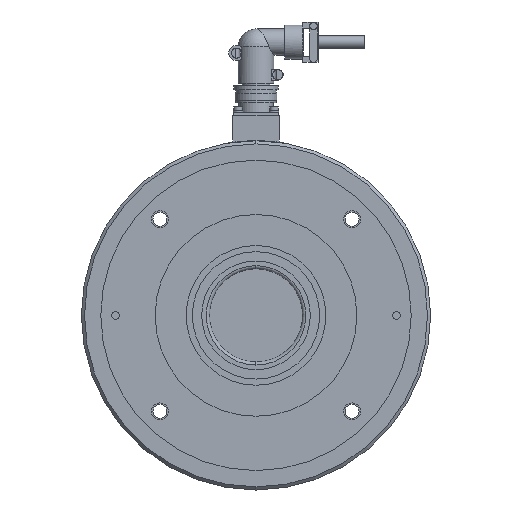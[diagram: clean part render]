
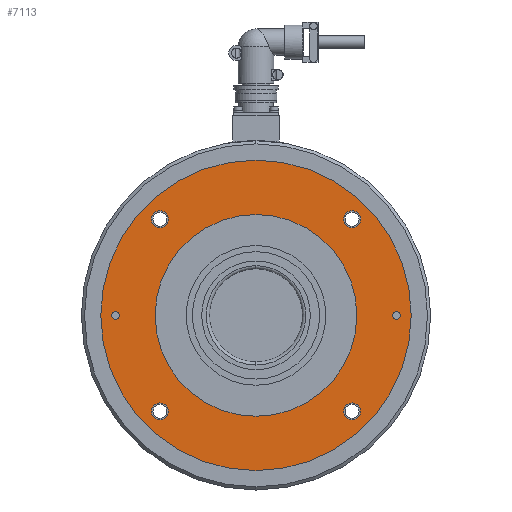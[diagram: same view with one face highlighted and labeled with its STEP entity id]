
A CAD part, left-side view. The second image highlights one B-rep face of the part: STEP entity #7113.
In plain terms, the highlighted face is planar.
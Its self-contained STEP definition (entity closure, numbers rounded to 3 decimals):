
#6463=CARTESIAN_POINT('',(3.1,100.0,0.0));
#6464=VERTEX_POINT('',#6463);
#6473=CARTESIAN_POINT('',(3.1,-100.0,0.));
#6474=VERTEX_POINT('',#6473);
#6475=CARTESIAN_POINT('',(3.1,0.0,0.0));
#6476=DIRECTION('',(1.0,0.0,0.0));
#6477=DIRECTION('',(0.0,1.0,0.0));
#6478=AXIS2_PLACEMENT_3D('',#6475,#6476,#6477);
#6479=CIRCLE('',#6478,100.0);
#6480=EDGE_CURVE('',#6474,#6464,#6479,.T.);
#6633=CARTESIAN_POINT('',(3.1,65.0,0.0));
#6634=VERTEX_POINT('',#6633);
#6650=CARTESIAN_POINT('',(3.1,-65.0,0.));
#6651=VERTEX_POINT('',#6650);
#6658=CARTESIAN_POINT('',(3.1,0.0,0.0));
#6659=DIRECTION('',(1.0,0.0,0.0));
#6660=DIRECTION('',(0.0,1.0,0.0));
#6661=AXIS2_PLACEMENT_3D('',#6658,#6659,#6660);
#6662=CIRCLE('',#6661,65.0);
#6663=EDGE_CURVE('',#6651,#6634,#6662,.T.);
#6675=CARTESIAN_POINT('',(3.1,61.872,-56.372));
#6676=VERTEX_POINT('',#6675);
#6692=CARTESIAN_POINT('',(3.1,61.872,-67.372));
#6693=VERTEX_POINT('',#6692);
#6700=CARTESIAN_POINT('',(3.1,61.872,-61.872));
#6701=DIRECTION('',(-1.0,0.0,0.0));
#6702=DIRECTION('',(0.0,0.0,1.0));
#6703=AXIS2_PLACEMENT_3D('',#6700,#6701,#6702);
#6704=CIRCLE('',#6703,5.5);
#6705=EDGE_CURVE('',#6676,#6693,#6704,.T.);
#6717=CARTESIAN_POINT('',(3.1,90.5,2.5));
#6718=VERTEX_POINT('',#6717);
#6734=CARTESIAN_POINT('',(3.1,90.5,-2.5));
#6735=VERTEX_POINT('',#6734);
#6742=CARTESIAN_POINT('',(3.1,90.5,0.));
#6743=DIRECTION('',(-1.0,0.0,0.0));
#6744=DIRECTION('',(0.0,0.0,1.0));
#6745=AXIS2_PLACEMENT_3D('',#6742,#6743,#6744);
#6746=CIRCLE('',#6745,2.5);
#6747=EDGE_CURVE('',#6718,#6735,#6746,.T.);
#6759=CARTESIAN_POINT('',(3.1,-56.372,-61.872));
#6760=VERTEX_POINT('',#6759);
#6776=CARTESIAN_POINT('',(3.1,-67.372,-61.872));
#6777=VERTEX_POINT('',#6776);
#6784=CARTESIAN_POINT('',(3.1,-61.872,-61.872));
#6785=DIRECTION('',(-1.0,0.0,0.0));
#6786=DIRECTION('',(0.0,1.0,0.0));
#6787=AXIS2_PLACEMENT_3D('',#6784,#6785,#6786);
#6788=CIRCLE('',#6787,5.5);
#6789=EDGE_CURVE('',#6760,#6777,#6788,.T.);
#6801=CARTESIAN_POINT('',(3.1,-61.872,56.372));
#6802=VERTEX_POINT('',#6801);
#6818=CARTESIAN_POINT('',(3.1,-61.872,67.372));
#6819=VERTEX_POINT('',#6818);
#6826=CARTESIAN_POINT('',(3.1,-61.872,61.872));
#6827=DIRECTION('',(-1.0,0.0,0.0));
#6828=DIRECTION('',(0.0,0.0,-1.0));
#6829=AXIS2_PLACEMENT_3D('',#6826,#6827,#6828);
#6830=CIRCLE('',#6829,5.5);
#6831=EDGE_CURVE('',#6802,#6819,#6830,.T.);
#6843=CARTESIAN_POINT('',(3.1,56.372,61.872));
#6844=VERTEX_POINT('',#6843);
#6860=CARTESIAN_POINT('',(3.1,67.372,61.872));
#6861=VERTEX_POINT('',#6860);
#6868=CARTESIAN_POINT('',(3.1,61.872,61.872));
#6869=DIRECTION('',(-1.0,0.0,0.0));
#6870=DIRECTION('',(0.0,-1.0,0.0));
#6871=AXIS2_PLACEMENT_3D('',#6868,#6869,#6870);
#6872=CIRCLE('',#6871,5.5);
#6873=EDGE_CURVE('',#6844,#6861,#6872,.T.);
#6885=CARTESIAN_POINT('',(3.1,-90.5,-2.5));
#6886=VERTEX_POINT('',#6885);
#6902=CARTESIAN_POINT('',(3.1,-90.5,2.5));
#6903=VERTEX_POINT('',#6902);
#6910=CARTESIAN_POINT('',(3.1,-90.5,0.));
#6911=DIRECTION('',(-1.0,0.0,0.0));
#6912=DIRECTION('',(0.0,0.0,-1.0));
#6913=AXIS2_PLACEMENT_3D('',#6910,#6911,#6912);
#6914=CIRCLE('',#6913,2.5);
#6915=EDGE_CURVE('',#6886,#6903,#6914,.T.);
#6926=CARTESIAN_POINT('',(3.1,-90.5,0.));
#6927=DIRECTION('',(-1.0,0.0,0.0));
#6928=DIRECTION('',(0.0,0.0,-1.0));
#6929=AXIS2_PLACEMENT_3D('',#6926,#6927,#6928);
#6930=CIRCLE('',#6929,2.5);
#6931=EDGE_CURVE('',#6903,#6886,#6930,.T.);
#6950=CARTESIAN_POINT('',(3.1,61.872,61.872));
#6951=DIRECTION('',(-1.0,0.0,0.0));
#6952=DIRECTION('',(0.0,-1.0,0.0));
#6953=AXIS2_PLACEMENT_3D('',#6950,#6951,#6952);
#6954=CIRCLE('',#6953,5.5);
#6955=EDGE_CURVE('',#6861,#6844,#6954,.T.);
#6974=CARTESIAN_POINT('',(3.1,-61.872,61.872));
#6975=DIRECTION('',(-1.0,0.0,0.0));
#6976=DIRECTION('',(0.0,0.0,-1.0));
#6977=AXIS2_PLACEMENT_3D('',#6974,#6975,#6976);
#6978=CIRCLE('',#6977,5.5);
#6979=EDGE_CURVE('',#6819,#6802,#6978,.T.);
#6998=CARTESIAN_POINT('',(3.1,-61.872,-61.872));
#6999=DIRECTION('',(-1.0,0.0,0.0));
#7000=DIRECTION('',(0.0,1.0,0.0));
#7001=AXIS2_PLACEMENT_3D('',#6998,#6999,#7000);
#7002=CIRCLE('',#7001,5.5);
#7003=EDGE_CURVE('',#6777,#6760,#7002,.T.);
#7022=CARTESIAN_POINT('',(3.1,90.5,0.));
#7023=DIRECTION('',(-1.0,0.0,0.0));
#7024=DIRECTION('',(0.0,0.0,1.0));
#7025=AXIS2_PLACEMENT_3D('',#7022,#7023,#7024);
#7026=CIRCLE('',#7025,2.5);
#7027=EDGE_CURVE('',#6735,#6718,#7026,.T.);
#7046=CARTESIAN_POINT('',(3.1,61.872,-61.872));
#7047=DIRECTION('',(-1.0,0.0,0.0));
#7048=DIRECTION('',(0.0,0.0,1.0));
#7049=AXIS2_PLACEMENT_3D('',#7046,#7047,#7048);
#7050=CIRCLE('',#7049,5.5);
#7051=EDGE_CURVE('',#6693,#6676,#7050,.T.);
#7064=CARTESIAN_POINT('',(3.1,82.5,0.0));
#7065=DIRECTION('',(1.0,0.0,0.0));
#7066=DIRECTION('',(0.0,0.0,-1.0));
#7067=AXIS2_PLACEMENT_3D('',#7064,#7065,#7066);
#7068=PLANE('',#7067);
#7069=CARTESIAN_POINT('',(3.1,0.0,0.0));
#7070=DIRECTION('',(1.0,0.0,0.0));
#7071=DIRECTION('',(0.0,1.0,0.0));
#7072=AXIS2_PLACEMENT_3D('',#7069,#7070,#7071);
#7073=CIRCLE('',#7072,100.0);
#7074=EDGE_CURVE('',#6464,#6474,#7073,.T.);
#7075=ORIENTED_EDGE('',*,*,#7074,.T.);
#7076=ORIENTED_EDGE('',*,*,#6480,.T.);
#7077=EDGE_LOOP('',(#7075,#7076));
#7078=FACE_OUTER_BOUND('',#7077,.T.);
#7079=ORIENTED_EDGE('',*,*,#6931,.T.);
#7080=ORIENTED_EDGE('',*,*,#6915,.T.);
#7081=EDGE_LOOP('',(#7079,#7080));
#7082=FACE_BOUND('',#7081,.T.);
#7083=ORIENTED_EDGE('',*,*,#6955,.T.);
#7084=ORIENTED_EDGE('',*,*,#6873,.T.);
#7085=EDGE_LOOP('',(#7083,#7084));
#7086=FACE_BOUND('',#7085,.T.);
#7087=ORIENTED_EDGE('',*,*,#6979,.T.);
#7088=ORIENTED_EDGE('',*,*,#6831,.T.);
#7089=EDGE_LOOP('',(#7087,#7088));
#7090=FACE_BOUND('',#7089,.T.);
#7091=ORIENTED_EDGE('',*,*,#7003,.T.);
#7092=ORIENTED_EDGE('',*,*,#6789,.T.);
#7093=EDGE_LOOP('',(#7091,#7092));
#7094=FACE_BOUND('',#7093,.T.);
#7095=ORIENTED_EDGE('',*,*,#7027,.T.);
#7096=ORIENTED_EDGE('',*,*,#6747,.T.);
#7097=EDGE_LOOP('',(#7095,#7096));
#7098=FACE_BOUND('',#7097,.T.);
#7099=ORIENTED_EDGE('',*,*,#7051,.T.);
#7100=ORIENTED_EDGE('',*,*,#6705,.T.);
#7101=EDGE_LOOP('',(#7099,#7100));
#7102=FACE_BOUND('',#7101,.T.);
#7103=CARTESIAN_POINT('',(3.1,0.0,0.0));
#7104=DIRECTION('',(1.0,0.0,0.0));
#7105=DIRECTION('',(0.0,1.0,0.0));
#7106=AXIS2_PLACEMENT_3D('',#7103,#7104,#7105);
#7107=CIRCLE('',#7106,65.0);
#7108=EDGE_CURVE('',#6634,#6651,#7107,.T.);
#7109=ORIENTED_EDGE('',*,*,#7108,.F.);
#7110=ORIENTED_EDGE('',*,*,#6663,.F.);
#7111=EDGE_LOOP('',(#7109,#7110));
#7112=FACE_BOUND('',#7111,.T.);
#7113=ADVANCED_FACE('',(#7078,#7082,#7086,#7090,#7094,#7098,#7102,#7112),#7068,.T.);
